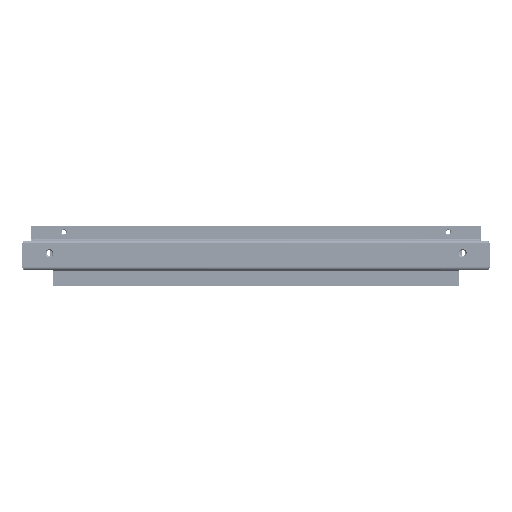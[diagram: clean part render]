
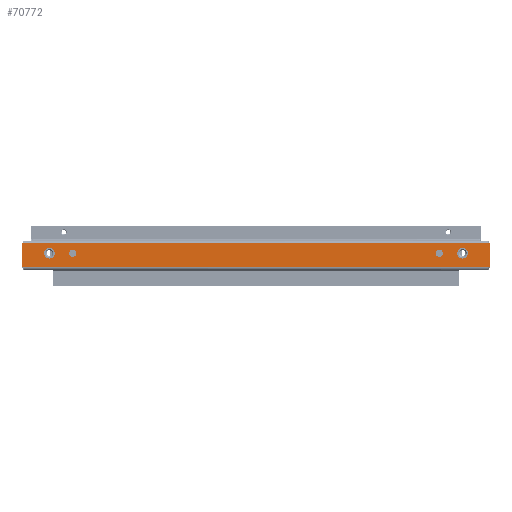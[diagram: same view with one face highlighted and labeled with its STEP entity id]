
A CAD part, front view. The second image highlights one B-rep face of the part: STEP entity #70772.
In plain terms, the highlighted face is planar.
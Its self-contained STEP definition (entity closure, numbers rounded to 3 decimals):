
#567 = ORIENTED_EDGE ( 'NONE', *, *, #29680, .F. ) ;
#612 = AXIS2_PLACEMENT_3D ( 'NONE', #38165, #33651, #61330 ) ;
#688 = VERTEX_POINT ( 'NONE', #20121 ) ;
#1248 = ORIENTED_EDGE ( 'NONE', *, *, #45673, .T. ) ;
#1500 = CIRCLE ( 'NONE', #33743, 5.5 ) ;
#2293 = ORIENTED_EDGE ( 'NONE', *, *, #42209, .T. ) ;
#2904 = DIRECTION ( 'NONE',  ( 1., 0., 0. ) ) ;
#3095 = CARTESIAN_POINT ( 'NONE',  ( 350., 18., 0. ) ) ;
#4706 = EDGE_CURVE ( 'NONE', #70872, #33031, #56925, .T. ) ;
#5593 = CARTESIAN_POINT ( 'NONE',  ( 350., 18., 0. ) ) ;
#5762 = DIRECTION ( 'NONE',  ( 1., 0., 0. ) ) ;
#6201 = FACE_BOUND ( 'NONE', #21634, .T. ) ;
#6581 = VECTOR ( 'NONE', #66254, 1000. ) ;
#6627 = VECTOR ( 'NONE', #51815, 1000. ) ;
#7116 = CARTESIAN_POINT ( 'NONE',  ( -348., 18., 0. ) ) ;
#7379 = CIRCLE ( 'NONE', #10984, 8. ) ;
#8098 = VERTEX_POINT ( 'NONE', #38860 ) ;
#8427 = CARTESIAN_POINT ( 'NONE',  ( -309.5, -3.319, 0. ) ) ;
#8680 = DIRECTION ( 'NONE',  ( 0., -1., 0. ) ) ;
#9898 = EDGE_CURVE ( 'NONE', #33031, #70872, #7379, .T. ) ;
#10055 = VERTEX_POINT ( 'NONE', #49338 ) ;
#10172 = EDGE_CURVE ( 'NONE', #16828, #21390, #68350, .T. ) ;
#10984 = AXIS2_PLACEMENT_3D ( 'NONE', #42995, #70277, #14588 ) ;
#11580 = DIRECTION ( 'NONE',  ( -1., 0., 0. ) ) ;
#12590 = CARTESIAN_POINT ( 'NONE',  ( -350., -18., 0. ) ) ;
#13518 = EDGE_CURVE ( 'NONE', #35327, #13726, #46159, .T. ) ;
#13726 = VERTEX_POINT ( 'NONE', #35255 ) ;
#14588 = DIRECTION ( 'NONE',  ( -1., 0., 0. ) ) ;
#14712 = CARTESIAN_POINT ( 'NONE',  ( -350., -18., 0. ) ) ;
#15603 = CARTESIAN_POINT ( 'NONE',  ( -301.5, -3.319, 0. ) ) ;
#15639 = AXIS2_PLACEMENT_3D ( 'NONE', #33503, #45828, #68619 ) ;
#15651 = ORIENTED_EDGE ( 'NONE', *, *, #4706, .T. ) ;
#16000 = CARTESIAN_POINT ( 'NONE',  ( 350., 18., 0. ) ) ;
#16828 = VERTEX_POINT ( 'NONE', #14712 ) ;
#17588 = CIRCLE ( 'NONE', #36645, 8. ) ;
#17911 = EDGE_CURVE ( 'NONE', #71739, #8098, #62350, .T. ) ;
#18954 = VECTOR ( 'NONE', #35396, 1000. ) ;
#19070 = VECTOR ( 'NONE', #33560, 1000. ) ;
#19088 = EDGE_LOOP ( 'NONE', ( #38182, #1248, #65396, #2293, #71277, #56142, #72442, #64063 ) ) ;
#20121 = CARTESIAN_POINT ( 'NONE',  ( 347.935, -18., 0. ) ) ;
#20148 = EDGE_CURVE ( 'NONE', #688, #40536, #41021, .T. ) ;
#20423 = ORIENTED_EDGE ( 'NONE', *, *, #64794, .T. ) ;
#21390 = VERTEX_POINT ( 'NONE', #41491 ) ;
#21610 = CARTESIAN_POINT ( 'NONE',  ( 309.5, -3.319, 0. ) ) ;
#21634 = EDGE_LOOP ( 'NONE', ( #33453, #20423 ) ) ;
#22098 = DIRECTION ( 'NONE',  ( 0., 0., -1. ) ) ;
#22110 = CARTESIAN_POINT ( 'NONE',  ( 348., 18., 0. ) ) ;
#22262 = CARTESIAN_POINT ( 'NONE',  ( 280., -3.319, 0. ) ) ;
#22463 = DIRECTION ( 'NONE',  ( -1., 0., 0. ) ) ;
#22939 = EDGE_CURVE ( 'NONE', #29681, #10055, #68242, .T. ) ;
#23390 = FACE_BOUND ( 'NONE', #37482, .T. ) ;
#24977 = EDGE_LOOP ( 'NONE', ( #567, #32053 ) ) ;
#27150 = CARTESIAN_POINT ( 'NONE',  ( -280., -3.319, 0. ) ) ;
#29010 = CARTESIAN_POINT ( 'NONE',  ( 350., -22., 0. ) ) ;
#29087 = DIRECTION ( 'NONE',  ( 1., 0., 0. ) ) ;
#29680 = EDGE_CURVE ( 'NONE', #10055, #29681, #39788, .T. ) ;
#29681 = VERTEX_POINT ( 'NONE', #27150 ) ;
#29769 = VECTOR ( 'NONE', #8680, 1000. ) ;
#30852 = ORIENTED_EDGE ( 'NONE', *, *, #58442, .F. ) ;
#31319 = DIRECTION ( 'NONE',  ( 0., 0., 1. ) ) ;
#31487 = AXIS2_PLACEMENT_3D ( 'NONE', #71663, #66413, #60808 ) ;
#31683 = CIRCLE ( 'NONE', #612, 5.5 ) ;
#31844 = EDGE_CURVE ( 'NONE', #32426, #34835, #31683, .T. ) ;
#31979 = VERTEX_POINT ( 'NONE', #5593 ) ;
#32045 = CARTESIAN_POINT ( 'NONE',  ( -274.5, -3.319, 0. ) ) ;
#32053 = ORIENTED_EDGE ( 'NONE', *, *, #22939, .F. ) ;
#32426 = VERTEX_POINT ( 'NONE', #22262 ) ;
#33031 = VERTEX_POINT ( 'NONE', #58016 ) ;
#33453 = ORIENTED_EDGE ( 'NONE', *, *, #31844, .T. ) ;
#33503 = CARTESIAN_POINT ( 'NONE',  ( 0., 0., 0. ) ) ;
#33560 = DIRECTION ( 'NONE',  ( -1., 0., 0. ) ) ;
#33651 = DIRECTION ( 'NONE',  ( 0., 0., -1. ) ) ;
#33743 = AXIS2_PLACEMENT_3D ( 'NONE', #50869, #22098, #22463 ) ;
#34173 = CARTESIAN_POINT ( 'NONE',  ( -309.5, -3.319, 0. ) ) ;
#34389 = EDGE_CURVE ( 'NONE', #8098, #16828, #49044, .T. ) ;
#34699 = CARTESIAN_POINT ( 'NONE',  ( -350., -18., 0. ) ) ;
#34835 = VERTEX_POINT ( 'NONE', #65441 ) ;
#35255 = CARTESIAN_POINT ( 'NONE',  ( -317.5, -3.319, 0. ) ) ;
#35327 = VERTEX_POINT ( 'NONE', #15603 ) ;
#35396 = DIRECTION ( 'NONE',  ( 1., 0., 0. ) ) ;
#36645 = AXIS2_PLACEMENT_3D ( 'NONE', #34173, #51384, #5762 ) ;
#36779 = DIRECTION ( 'NONE',  ( 1., 0., 0. ) ) ;
#37482 = EDGE_LOOP ( 'NONE', ( #41790, #15651 ) ) ;
#37535 = CARTESIAN_POINT ( 'NONE',  ( -350., -18., 0. ) ) ;
#38165 = CARTESIAN_POINT ( 'NONE',  ( 274.5, -3.319, 0. ) ) ;
#38182 = ORIENTED_EDGE ( 'NONE', *, *, #10172, .T. ) ;
#38860 = CARTESIAN_POINT ( 'NONE',  ( -350., 18., 0. ) ) ;
#39788 = CIRCLE ( 'NONE', #31487, 5.5 ) ;
#40536 = VERTEX_POINT ( 'NONE', #43301 ) ;
#41021 = LINE ( 'NONE', #12590, #18954 ) ;
#41354 = EDGE_CURVE ( 'NONE', #70284, #71739, #49787, .T. ) ;
#41491 = CARTESIAN_POINT ( 'NONE',  ( -347.935, -18., 0. ) ) ;
#41790 = ORIENTED_EDGE ( 'NONE', *, *, #9898, .T. ) ;
#42209 = EDGE_CURVE ( 'NONE', #40536, #31979, #46953, .T. ) ;
#42627 = AXIS2_PLACEMENT_3D ( 'NONE', #21610, #44408, #67932 ) ;
#42995 = CARTESIAN_POINT ( 'NONE',  ( 309.5, -3.319, 0. ) ) ;
#43232 = AXIS2_PLACEMENT_3D ( 'NONE', #32045, #31319, #2904 ) ;
#43301 = CARTESIAN_POINT ( 'NONE',  ( 350., -18., 0. ) ) ;
#44408 = DIRECTION ( 'NONE',  ( 0., 0., -1. ) ) ;
#45350 = VECTOR ( 'NONE', #11580, 1000. ) ;
#45468 = FACE_BOUND ( 'NONE', #50808, .T. ) ;
#45673 = EDGE_CURVE ( 'NONE', #21390, #688, #48741, .T. ) ;
#45828 = DIRECTION ( 'NONE',  ( 0., 0., -1. ) ) ;
#46159 = CIRCLE ( 'NONE', #50912, 8. ) ;
#46953 = LINE ( 'NONE', #29010, #6627 ) ;
#47083 = CARTESIAN_POINT ( 'NONE',  ( 350., 18., 0. ) ) ;
#48648 = VECTOR ( 'NONE', #36779, 1000. ) ;
#48741 = LINE ( 'NONE', #37535, #48648 ) ;
#49044 = LINE ( 'NONE', #54275, #29769 ) ;
#49338 = CARTESIAN_POINT ( 'NONE',  ( -269., -3.319, 0. ) ) ;
#49787 = LINE ( 'NONE', #3095, #6581 ) ;
#50808 = EDGE_LOOP ( 'NONE', ( #55566, #30852 ) ) ;
#50869 = CARTESIAN_POINT ( 'NONE',  ( 274.5, -3.319, 0. ) ) ;
#50912 = AXIS2_PLACEMENT_3D ( 'NONE', #8427, #71222, #60379 ) ;
#51384 = DIRECTION ( 'NONE',  ( 0., 0., 1. ) ) ;
#51802 = FACE_OUTER_BOUND ( 'NONE', #19088, .T. ) ;
#51815 = DIRECTION ( 'NONE',  ( 0., 1., 0. ) ) ;
#54275 = CARTESIAN_POINT ( 'NONE',  ( -350., -22., 0. ) ) ;
#55566 = ORIENTED_EDGE ( 'NONE', *, *, #13518, .F. ) ;
#56142 = ORIENTED_EDGE ( 'NONE', *, *, #41354, .T. ) ;
#56677 = CARTESIAN_POINT ( 'NONE',  ( 301.5, -3.319, 0. ) ) ;
#56925 = CIRCLE ( 'NONE', #42627, 8. ) ;
#58016 = CARTESIAN_POINT ( 'NONE',  ( 317.5, -3.319, 0. ) ) ;
#58442 = EDGE_CURVE ( 'NONE', #13726, #35327, #17588, .T. ) ;
#60379 = DIRECTION ( 'NONE',  ( 1., 0., 0. ) ) ;
#60808 = DIRECTION ( 'NONE',  ( 1., 0., 0. ) ) ;
#61330 = DIRECTION ( 'NONE',  ( -1., 0., 0. ) ) ;
#61917 = PLANE ( 'NONE',  #15639 ) ;
#62350 = LINE ( 'NONE', #16000, #19070 ) ;
#63170 = LINE ( 'NONE', #47083, #45350 ) ;
#63252 = EDGE_CURVE ( 'NONE', #31979, #70284, #63170, .T. ) ;
#64063 = ORIENTED_EDGE ( 'NONE', *, *, #34389, .T. ) ;
#64794 = EDGE_CURVE ( 'NONE', #34835, #32426, #1500, .T. ) ;
#65396 = ORIENTED_EDGE ( 'NONE', *, *, #20148, .T. ) ;
#65441 = CARTESIAN_POINT ( 'NONE',  ( 269., -3.319, 0. ) ) ;
#65957 = VECTOR ( 'NONE', #29087, 1000. ) ;
#66254 = DIRECTION ( 'NONE',  ( -1., 0., 0. ) ) ;
#66413 = DIRECTION ( 'NONE',  ( 0., 0., 1. ) ) ;
#67932 = DIRECTION ( 'NONE',  ( -1., 0., 0. ) ) ;
#68242 = CIRCLE ( 'NONE', #43232, 5.5 ) ;
#68261 = FACE_BOUND ( 'NONE', #24977, .T. ) ;
#68350 = LINE ( 'NONE', #34699, #65957 ) ;
#68619 = DIRECTION ( 'NONE',  ( -1., 0., 0. ) ) ;
#70277 = DIRECTION ( 'NONE',  ( 0., 0., -1. ) ) ;
#70284 = VERTEX_POINT ( 'NONE', #22110 ) ;
#70772 = ADVANCED_FACE ( 'NONE', ( #23390, #6201, #45468, #68261, #51802 ), #61917, .F. ) ;
#70872 = VERTEX_POINT ( 'NONE', #56677 ) ;
#71222 = DIRECTION ( 'NONE',  ( 0., 0., 1. ) ) ;
#71277 = ORIENTED_EDGE ( 'NONE', *, *, #63252, .T. ) ;
#71663 = CARTESIAN_POINT ( 'NONE',  ( -274.5, -3.319, 0. ) ) ;
#71739 = VERTEX_POINT ( 'NONE', #7116 ) ;
#72442 = ORIENTED_EDGE ( 'NONE', *, *, #17911, .T. ) ;
